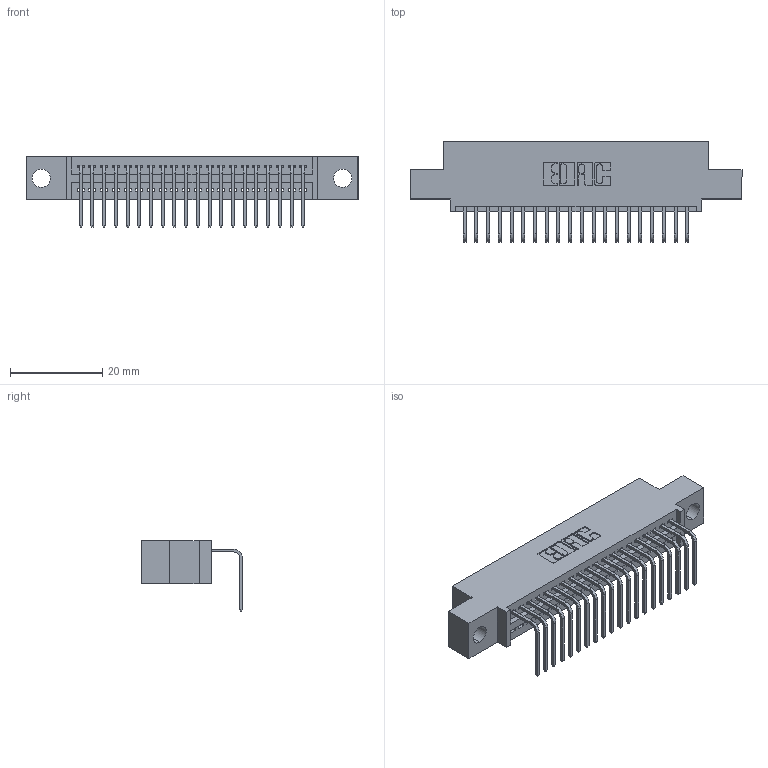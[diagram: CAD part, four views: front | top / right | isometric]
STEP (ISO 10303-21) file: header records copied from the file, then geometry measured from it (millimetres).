
FILE_DESCRIPTION (( 'STEP AP203' ), '1' );
FILE_NAME ('395-020-558-404.STEP', '2021-06-11T14:14:33', ( '' ), ( '' ), 'SwSTEP 2.0', 'SolidWorks 2020', '' );
FILE_SCHEMA (( 'CONFIG_CONTROL_DESIGN' ));
Length unit declared in the file: inch
Products named in the file (3): 395-020-558-404; 345 Part_0.110 Offset - 0.156 Dia-TI; 345-292-001_558 Tail - 2
Assembly tree (21 placements, depth 2):
  395-020-558-404
    345 Part_0.110 Offset - 0.156 Dia-TI
    345-292-001_558 Tail - 2  x20
Bounding box: 72.01 x 21.83 x 15.37 mm (x, y, z)
Volume: 6546.6 mm3; surface area: 8716.7 mm2
Topology: 21 solids, 21 shells, 1344 faces, 4029 edges, 2658 vertices
Faces by surface type: plane 938, cylinder 406
Entity records: 18649 total; most frequent: CARTESIAN_POINT 3242, ORIENTED_EDGE 3194, DIRECTION 2861, EDGE_CURVE 1597, LINE 1385, VECTOR 1385, VERTEX_POINT 1062, AXIS2_PLACEMENT_3D 738
